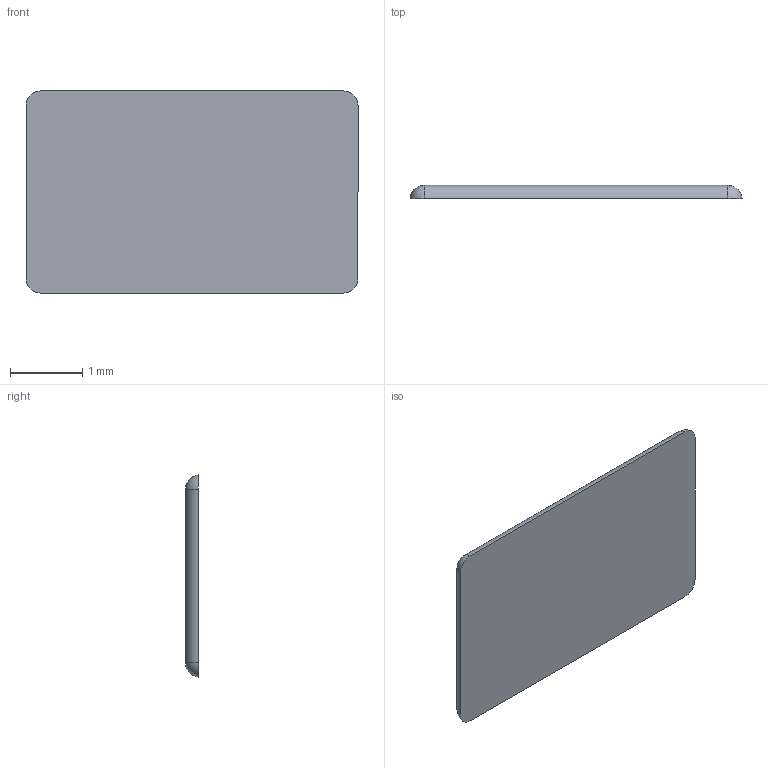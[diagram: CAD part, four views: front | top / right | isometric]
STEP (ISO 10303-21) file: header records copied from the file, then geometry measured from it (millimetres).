
FILE_DESCRIPTION (( 'STEP AP214' ), '1' );
FILE_NAME ('Abracon ABM3B1.step', '2017-06-22T19:04:09', ( '' ), ( '' ), 'SwSTEP 2.0', 'SolidWorks 2016', '' );
FILE_SCHEMA (( 'AUTOMOTIVE_DESIGN' ));
Length unit declared in the file: millimetre
Products named in the file (1): Abracon ABM3B1
Bounding box: 4.6 x 0.18 x 2.8 mm (x, y, z)
Volume: 2.1 mm3; surface area: 27.8 mm2
Topology: 1 solids, 1 shells, 110 faces, 291 edges, 190 vertices
Faces by surface type: plane 63, bspline 39, cylinder 4, sphere 4
Entity records: 5006 total; most frequent: CARTESIAN_POINT 2467, ORIENTED_EDGE 574, DIRECTION 365, EDGE_CURVE 287, VECTOR 197, LINE 197, VERTEX_POINT 190, EDGE_LOOP 121
